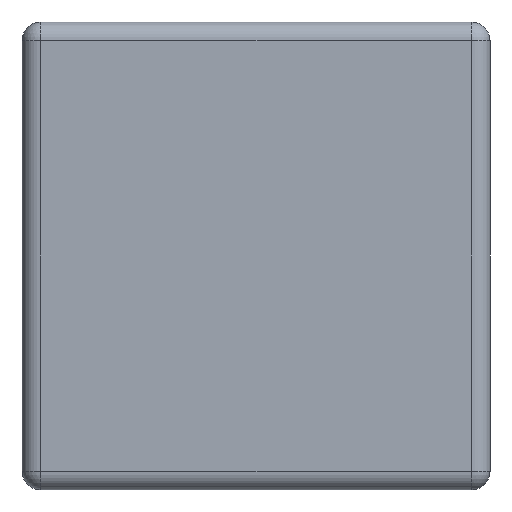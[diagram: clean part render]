
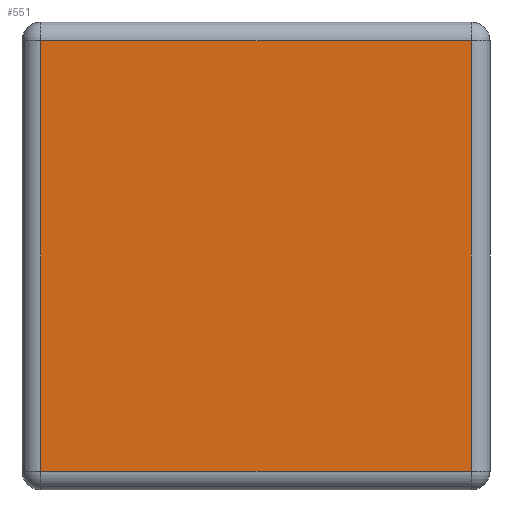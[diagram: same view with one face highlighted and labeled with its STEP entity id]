
A CAD part, left-side view. The second image highlights one B-rep face of the part: STEP entity #551.
In plain terms, the highlighted face is planar.
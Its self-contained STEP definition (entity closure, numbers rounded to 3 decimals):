
#29=PLANE('',#608);
#50=LINE('',#823,#74);
#51=LINE('',#830,#75);
#52=LINE('',#833,#76);
#53=LINE('',#835,#77);
#74=VECTOR('',#714,1000.);
#75=VECTOR('',#725,1000.);
#76=VECTOR('',#730,1000.);
#77=VECTOR('',#733,1000.);
#182=ORIENTED_EDGE('',*,*,#231,.T.);
#183=ORIENTED_EDGE('',*,*,#233,.T.);
#184=ORIENTED_EDGE('',*,*,#232,.T.);
#185=ORIENTED_EDGE('',*,*,#227,.T.);
#227=EDGE_CURVE('',#255,#256,#50,.T.);
#231=EDGE_CURVE('',#256,#257,#51,.T.);
#232=EDGE_CURVE('',#254,#255,#52,.T.);
#233=EDGE_CURVE('',#257,#254,#53,.T.);
#254=VERTEX_POINT('',#814);
#255=VERTEX_POINT('',#818);
#256=VERTEX_POINT('',#822);
#257=VERTEX_POINT('',#826);
#307=EDGE_LOOP('',(#182,#183,#184,#185));
#333=FACE_BOUND('',#307,.T.);
#551=ADVANCED_FACE('',(#333),#29,.T.);
#608=AXIS2_PLACEMENT_3D('',#836,#734,#735);
#714=DIRECTION('',(1.,0.,0.));
#725=DIRECTION('',(0.,0.,-1.));
#730=DIRECTION('',(0.,0.,1.));
#733=DIRECTION('',(-1.,0.,0.));
#734=DIRECTION('',(0.,1.,0.));
#735=DIRECTION('',(0.,0.,-1.));
#814=CARTESIAN_POINT('',(-0.23,0.5,-0.23));
#818=CARTESIAN_POINT('',(-0.23,0.5,0.23));
#822=CARTESIAN_POINT('',(0.23,0.5,0.23));
#823=CARTESIAN_POINT('',(0.25,0.5,0.23));
#826=CARTESIAN_POINT('',(0.23,0.5,-0.23));
#830=CARTESIAN_POINT('',(0.23,0.5,-0.25));
#833=CARTESIAN_POINT('',(-0.23,0.5,0.25));
#835=CARTESIAN_POINT('',(-0.25,0.5,-0.23));
#836=CARTESIAN_POINT('',(0.25,0.5,-0.25));
